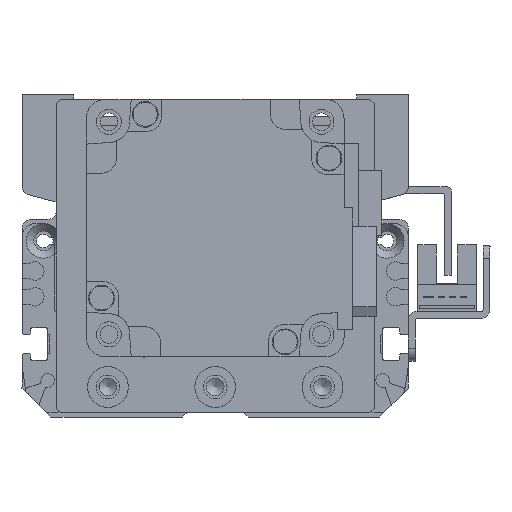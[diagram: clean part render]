
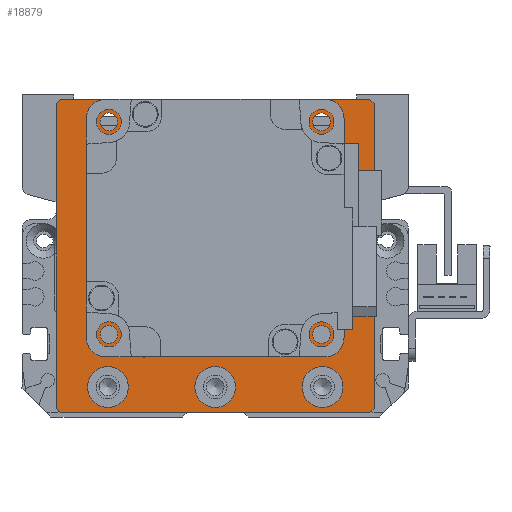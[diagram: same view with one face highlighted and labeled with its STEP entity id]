
A CAD part, left-side view. The second image highlights one B-rep face of the part: STEP entity #18879.
In plain terms, the highlighted face is planar.
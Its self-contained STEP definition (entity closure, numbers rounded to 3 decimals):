
#493=FACE_BOUND('',#3417,.T.);
#494=FACE_BOUND('',#3418,.T.);
#495=FACE_BOUND('',#3419,.T.);
#496=FACE_BOUND('',#3420,.T.);
#497=FACE_BOUND('',#3421,.T.);
#498=FACE_BOUND('',#3422,.T.);
#499=FACE_BOUND('',#3423,.T.);
#500=FACE_BOUND('',#3424,.T.);
#897=PLANE('',#20912);
#2192=FACE_OUTER_BOUND('',#3416,.T.);
#3416=EDGE_LOOP('',(#16027,#16028,#16029,#16030,#16031,#16032,#16033,#16034));
#3417=EDGE_LOOP('',(#16035));
#3418=EDGE_LOOP('',(#16036));
#3419=EDGE_LOOP('',(#16037));
#3420=EDGE_LOOP('',(#16038));
#3421=EDGE_LOOP('',(#16039));
#3422=EDGE_LOOP('',(#16040));
#3423=EDGE_LOOP('',(#16041));
#3424=EDGE_LOOP('',(#16042));
#4926=LINE('',#31217,#6578);
#4932=LINE('',#31228,#6584);
#4939=LINE('',#31263,#6591);
#4942=LINE('',#31268,#6594);
#4948=LINE('',#31289,#6600);
#4951=LINE('',#31294,#6603);
#4952=LINE('',#31297,#6604);
#4960=LINE('',#31336,#6612);
#6578=VECTOR('',#24987,10.);
#6584=VECTOR('',#24995,10.);
#6591=VECTOR('',#25026,10.);
#6594=VECTOR('',#25031,10.);
#6600=VECTOR('',#25055,10.);
#6603=VECTOR('',#25060,10.);
#6604=VECTOR('',#25063,10.);
#6612=VECTOR('',#25113,10.);
#7866=CIRCLE('',#20881,4.75);
#7869=CIRCLE('',#20887,4.75);
#7872=CIRCLE('',#20893,4.75);
#7874=CIRCLE('',#20899,2.067);
#7875=CIRCLE('',#20901,2.067);
#7876=CIRCLE('',#20903,2.067);
#7877=CIRCLE('',#20905,2.067);
#7880=CIRCLE('',#20910,25.);
#9309=VERTEX_POINT('',#31215);
#9310=VERTEX_POINT('',#31216);
#9314=VERTEX_POINT('',#31226);
#9330=VERTEX_POINT('',#31262);
#9331=VERTEX_POINT('',#31266);
#9337=VERTEX_POINT('',#31288);
#9338=VERTEX_POINT('',#31292);
#9339=VERTEX_POINT('',#31296);
#9342=VERTEX_POINT('',#31305);
#9345=VERTEX_POINT('',#31316);
#9348=VERTEX_POINT('',#31327);
#9350=VERTEX_POINT('',#31338);
#9351=VERTEX_POINT('',#31342);
#9352=VERTEX_POINT('',#31346);
#9353=VERTEX_POINT('',#31350);
#9356=VERTEX_POINT('',#31359);
#11631=EDGE_CURVE('',#9309,#9310,#4926,.T.);
#11637=EDGE_CURVE('',#9309,#9314,#4932,.T.);
#11654=EDGE_CURVE('',#9330,#9314,#4939,.T.);
#11657=EDGE_CURVE('',#9330,#9331,#4942,.T.);
#11666=EDGE_CURVE('',#9337,#9331,#4948,.T.);
#11669=EDGE_CURVE('',#9337,#9338,#4951,.T.);
#11670=EDGE_CURVE('',#9339,#9338,#4952,.T.);
#11674=EDGE_CURVE('',#9342,#9342,#7866,.T.);
#11679=EDGE_CURVE('',#9345,#9345,#7869,.T.);
#11684=EDGE_CURVE('',#9348,#9348,#7872,.T.);
#11688=EDGE_CURVE('',#9339,#9310,#4960,.T.);
#11689=EDGE_CURVE('',#9350,#9350,#7874,.T.);
#11691=EDGE_CURVE('',#9351,#9351,#7875,.T.);
#11693=EDGE_CURVE('',#9352,#9352,#7876,.T.);
#11695=EDGE_CURVE('',#9353,#9353,#7877,.T.);
#11699=EDGE_CURVE('',#9356,#9356,#7880,.T.);
#16027=ORIENTED_EDGE('',*,*,#11631,.F.);
#16028=ORIENTED_EDGE('',*,*,#11637,.T.);
#16029=ORIENTED_EDGE('',*,*,#11654,.F.);
#16030=ORIENTED_EDGE('',*,*,#11657,.T.);
#16031=ORIENTED_EDGE('',*,*,#11666,.F.);
#16032=ORIENTED_EDGE('',*,*,#11669,.T.);
#16033=ORIENTED_EDGE('',*,*,#11670,.F.);
#16034=ORIENTED_EDGE('',*,*,#11688,.T.);
#16035=ORIENTED_EDGE('',*,*,#11674,.T.);
#16036=ORIENTED_EDGE('',*,*,#11679,.T.);
#16037=ORIENTED_EDGE('',*,*,#11684,.T.);
#16038=ORIENTED_EDGE('',*,*,#11689,.T.);
#16039=ORIENTED_EDGE('',*,*,#11691,.T.);
#16040=ORIENTED_EDGE('',*,*,#11693,.T.);
#16041=ORIENTED_EDGE('',*,*,#11695,.T.);
#16042=ORIENTED_EDGE('',*,*,#11699,.T.);
#18879=ADVANCED_FACE('',(#2192,#493,#494,#495,#496,#497,#498,#499,#500),
#897,.T.);
#20881=AXIS2_PLACEMENT_3D('',#31306,#25073,#25074);
#20887=AXIS2_PLACEMENT_3D('',#31317,#25087,#25088);
#20893=AXIS2_PLACEMENT_3D('',#31328,#25101,#25102);
#20899=AXIS2_PLACEMENT_3D('',#31339,#25116,#25117);
#20901=AXIS2_PLACEMENT_3D('',#31343,#25121,#25122);
#20903=AXIS2_PLACEMENT_3D('',#31347,#25126,#25127);
#20905=AXIS2_PLACEMENT_3D('',#31351,#25131,#25132);
#20910=AXIS2_PLACEMENT_3D('',#31360,#25142,#25143);
#20912=AXIS2_PLACEMENT_3D('',#31364,#25148,#25149);
#24987=DIRECTION('',(0.707,-0.707,0.));
#24995=DIRECTION('',(-1.,0.,0.));
#25026=DIRECTION('',(0.707,0.707,0.));
#25031=DIRECTION('',(0.,-1.,0.));
#25055=DIRECTION('',(-0.707,0.707,0.));
#25060=DIRECTION('',(1.,0.,0.));
#25063=DIRECTION('',(-0.707,-0.707,0.));
#25073=DIRECTION('center_axis',(0.,0.,-1.));
#25074=DIRECTION('ref_axis',(1.,0.,0.));
#25087=DIRECTION('center_axis',(0.,0.,-1.));
#25088=DIRECTION('ref_axis',(1.,0.,0.));
#25101=DIRECTION('center_axis',(0.,0.,-1.));
#25102=DIRECTION('ref_axis',(1.,0.,0.));
#25113=DIRECTION('',(0.,1.,0.));
#25116=DIRECTION('center_axis',(0.,0.,-1.));
#25117=DIRECTION('ref_axis',(1.,0.,0.));
#25121=DIRECTION('center_axis',(0.,0.,-1.));
#25122=DIRECTION('ref_axis',(1.,0.,0.));
#25126=DIRECTION('center_axis',(0.,0.,-1.));
#25127=DIRECTION('ref_axis',(1.,0.,0.));
#25131=DIRECTION('center_axis',(0.,0.,-1.));
#25132=DIRECTION('ref_axis',(1.,0.,0.));
#25142=DIRECTION('center_axis',(0.,0.,-1.));
#25143=DIRECTION('ref_axis',(1.,0.,0.));
#25148=DIRECTION('center_axis',(0.,0.,1.));
#25149=DIRECTION('ref_axis',(1.,0.,0.));
#31215=CARTESIAN_POINT('',(36.,37.5,59.));
#31216=CARTESIAN_POINT('',(37.,36.5,59.));
#31217=CARTESIAN_POINT('',(36.625,36.875,59.));
#31226=CARTESIAN_POINT('',(-36.,37.5,59.));
#31228=CARTESIAN_POINT('',(37.,37.5,59.));
#31262=CARTESIAN_POINT('',(-37.,36.5,59.));
#31263=CARTESIAN_POINT('',(-36.625,36.875,59.));
#31266=CARTESIAN_POINT('',(-37.,-34.5,59.));
#31268=CARTESIAN_POINT('',(-37.,35.5,59.));
#31288=CARTESIAN_POINT('',(-36.,-35.5,59.));
#31289=CARTESIAN_POINT('',(-36.125,-35.375,59.));
#31292=CARTESIAN_POINT('',(36.,-35.5,59.));
#31294=CARTESIAN_POINT('',(-37.,-35.5,59.));
#31296=CARTESIAN_POINT('',(37.,-34.5,59.));
#31297=CARTESIAN_POINT('',(36.125,-35.375,59.));
#31305=CARTESIAN_POINT('',(-29.75,-29.5,59.));
#31306=CARTESIAN_POINT('Origin',(-25.,-29.5,59.));
#31316=CARTESIAN_POINT('',(-4.75,-29.5,59.));
#31317=CARTESIAN_POINT('Origin',(0.,-29.5,59.));
#31327=CARTESIAN_POINT('',(20.25,-29.5,59.));
#31328=CARTESIAN_POINT('Origin',(25.,-29.5,59.));
#31336=CARTESIAN_POINT('',(37.,-35.5,59.));
#31338=CARTESIAN_POINT('',(-26.816,-17.249,59.));
#31339=CARTESIAN_POINT('Origin',(-24.749,-17.249,59.));
#31342=CARTESIAN_POINT('',(-26.816,32.249,59.));
#31343=CARTESIAN_POINT('Origin',(-24.749,32.249,59.));
#31346=CARTESIAN_POINT('',(22.682,32.249,59.));
#31347=CARTESIAN_POINT('Origin',(24.749,32.249,59.));
#31350=CARTESIAN_POINT('',(22.682,-17.249,59.));
#31351=CARTESIAN_POINT('Origin',(24.749,-17.249,59.));
#31359=CARTESIAN_POINT('',(-25.,7.5,59.));
#31360=CARTESIAN_POINT('Origin',(0.,7.5,59.));
#31364=CARTESIAN_POINT('Origin',(0.,0.,
59.));
